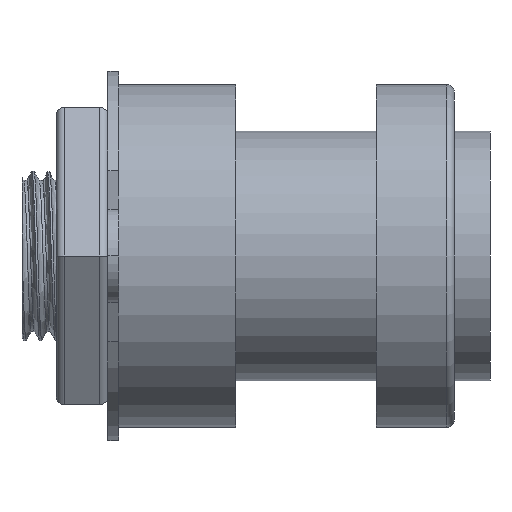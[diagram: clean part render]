
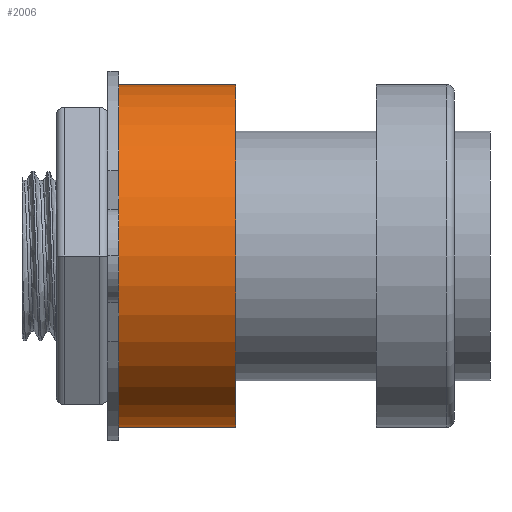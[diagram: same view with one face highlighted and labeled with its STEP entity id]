
A CAD part, front view. The second image highlights one B-rep face of the part: STEP entity #2006.
In plain terms, the highlighted cylindrical face has radius 5.5 mm (diameter 11 mm), a full revolution.
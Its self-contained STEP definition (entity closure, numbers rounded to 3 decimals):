
#157=FACE_OUTER_BOUND('',#285,.T.);
#285=EDGE_LOOP('',(#1483,#1484,#1485,#1486));
#378=CIRCLE('',#2210,5.5);
#381=CIRCLE('',#2215,5.5);
#586=LINE('',#3767,#698);
#698=VECTOR('',#2538,5.5);
#826=VERTEX_POINT('',#3755);
#829=VERTEX_POINT('',#3764);
#1064=EDGE_CURVE('',#826,#826,#378,.T.);
#1068=EDGE_CURVE('',#829,#829,#381,.T.);
#1069=EDGE_CURVE('',#826,#829,#586,.T.);
#1483=ORIENTED_EDGE('',*,*,#1064,.F.);
#1484=ORIENTED_EDGE('',*,*,#1069,.T.);
#1485=ORIENTED_EDGE('',*,*,#1068,.T.);
#1486=ORIENTED_EDGE('',*,*,#1069,.F.);
#1895=CYLINDRICAL_SURFACE('',#2216,5.5);
#2006=ADVANCED_FACE('',(#157),#1895,.T.);
#2210=AXIS2_PLACEMENT_3D('',#3756,#2523,#2524);
#2215=AXIS2_PLACEMENT_3D('',#3765,#2534,#2535);
#2216=AXIS2_PLACEMENT_3D('',#3766,#2536,#2537);
#2523=DIRECTION('center_axis',(-1.,0.,0.));
#2524=DIRECTION('ref_axis',(0.,0.,1.));
#2534=DIRECTION('center_axis',(-1.,0.,0.));
#2535=DIRECTION('ref_axis',(0.,0.,1.));
#2536=DIRECTION('center_axis',(-1.,0.,0.));
#2537=DIRECTION('ref_axis',(0.,-1.,0.));
#2538=DIRECTION('',(1.,0.,0.));
#3755=CARTESIAN_POINT('',(-11.9,5.5,0.));
#3756=CARTESIAN_POINT('Origin',(-11.9,0.,0.));
#3764=CARTESIAN_POINT('',(-8.15,5.5,0.));
#3765=CARTESIAN_POINT('Origin',(-8.15,0.,0.));
#3766=CARTESIAN_POINT('Origin',(-10.025,0.,0.));
#3767=CARTESIAN_POINT('',(-10.025,5.5,0.));
